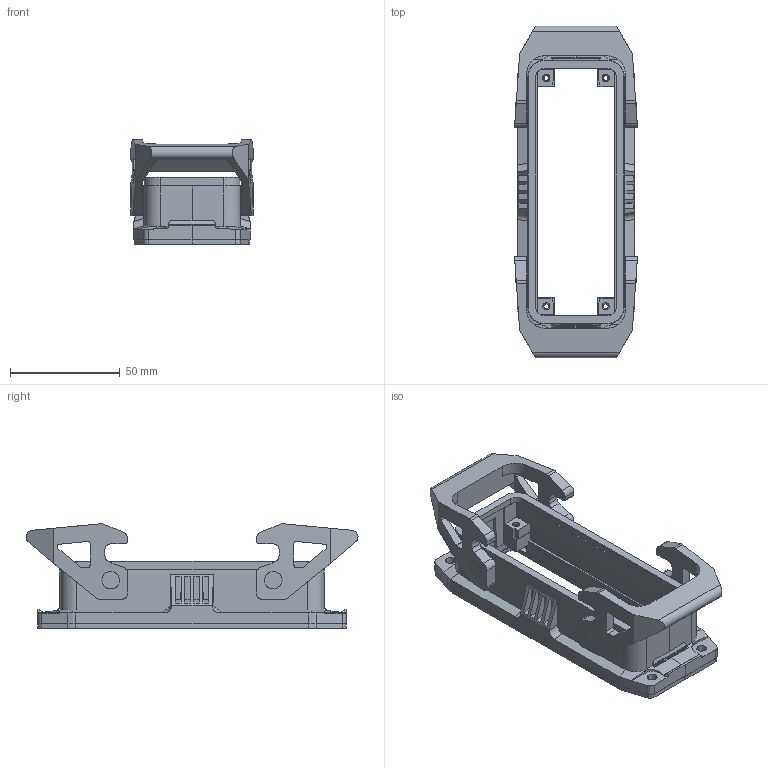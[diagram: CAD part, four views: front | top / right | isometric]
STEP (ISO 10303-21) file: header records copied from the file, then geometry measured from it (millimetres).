
FILE_DESCRIPTION(/* description */ ('Alibre Inc.'),/* implementation_level */ '2;1');
FILE_NAME(/* name */ 'export-F4F5B693-E784-4068-A252-7086C1A538C4',/* time_stamp */ '2022-09-26T21:24:20+02:00',/* author */ (''),/* organization */ (''),/* preprocessor_version */ 'ST-DEVELOPER v17',/* originating_system */ 'Alibre',/* authorisation */ '');
FILE_SCHEMA (('AUTOMOTIVE_DESIGN'));
Length unit declared in the file: millimetre
Products named in the file (2): HC_EVO_B24_BWD_PLRBK-select
Bounding box: 56 x 151.2 x 47.6 mm (x, y, z)
Volume: 73896.5 mm3; surface area: 41964 mm2
Topology: 1 solids, 1 shells, 545 faces, 1523 edges, 1007 vertices
Faces by surface type: plane 344, cylinder 183, cone 10, bspline 8
Entity records: 26108 total; most frequent: CARTESIAN_POINT 12539, ORIENTED_EDGE 3046, DIRECTION 2290, EDGE_CURVE 1523, VECTOR 1044, LINE 1044, VERTEX_POINT 1007, AXIS2_PLACEMENT_3D 795
